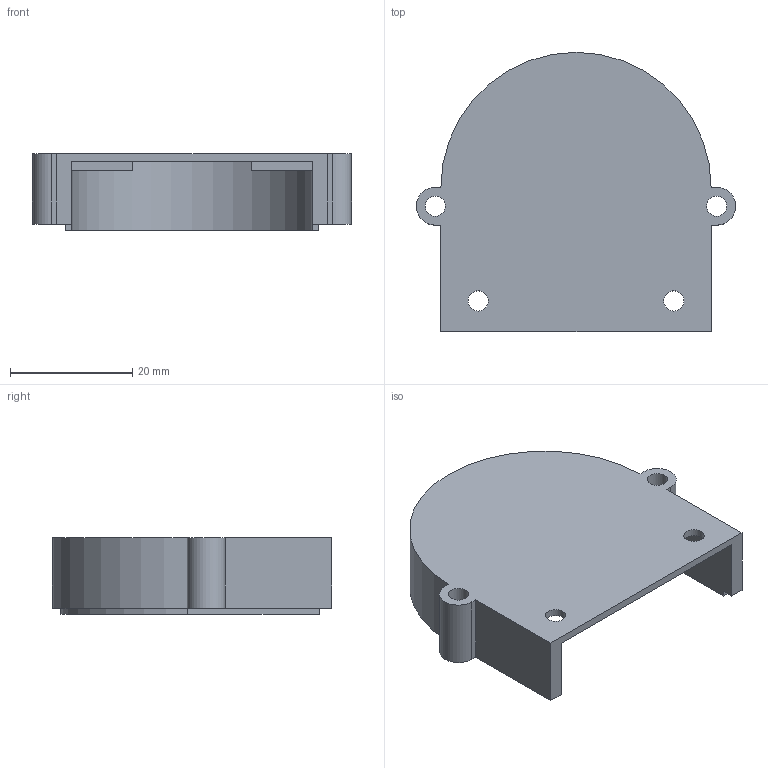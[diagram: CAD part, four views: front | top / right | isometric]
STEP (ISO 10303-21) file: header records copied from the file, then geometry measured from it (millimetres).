
FILE_DESCRIPTION(/* description */ ('Alibre Inc.'),/* implementation_level */ '2;1');
FILE_NAME(/* name */ 'export-5B48A7FC-A30F-413C-8523-D16C814B96E1',/* time_stamp */ '2024-10-10T09:19:26+02:00',/* author */ (''),/* organization */ (''),/* preprocessor_version */ 'ST-DEVELOPER v17',/* originating_system */ 'Alibre',/* authorisation */ '');
FILE_SCHEMA (('AUTOMOTIVE_DESIGN'));
Length unit declared in the file: millimetre
Bounding box: 52.2 x 45.65 x 12.5 mm (x, y, z)
Volume: 5326 mm3; surface area: 6857.8 mm2
Topology: 1 solids, 1 shells, 34 faces, 100 edges, 68 vertices
Faces by surface type: plane 25, cylinder 9
Full cylindrical faces by diameter (mm): 3.3 x4
Entity records: 1052 total; most frequent: ORIENTED_EDGE 184, CARTESIAN_POINT 182, DIRECTION 145, EDGE_CURVE 92, VECTOR 69, LINE 69, VERTEX_POINT 64, AXIS2_PLACEMENT_3D 49
